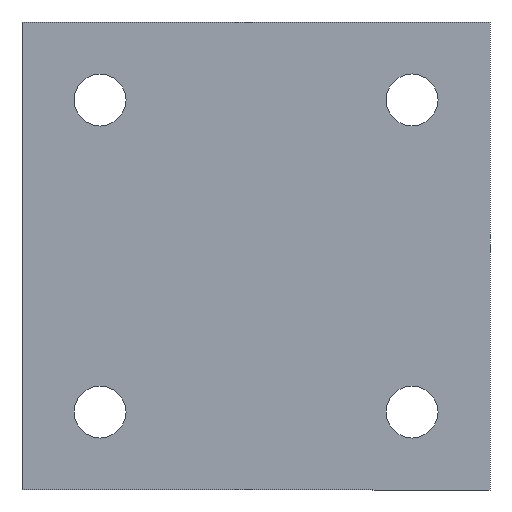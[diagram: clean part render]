
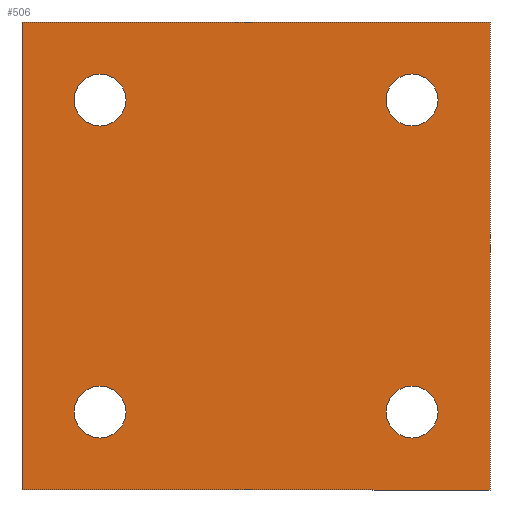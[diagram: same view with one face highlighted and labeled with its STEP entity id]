
A CAD part, front view. The second image highlights one B-rep face of the part: STEP entity #506.
In plain terms, the highlighted planar face has unit normal (0, -1, 0).
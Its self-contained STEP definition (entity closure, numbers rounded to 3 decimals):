
#9 = FACE_BOUND ( 'NONE', #611, .T. ) ;
#16 = EDGE_CURVE ( 'NONE', #224, #347, #731, .T. ) ;
#20 = DIRECTION ( 'NONE',  ( 0., -1., 0. ) ) ;
#23 = CARTESIAN_POINT ( 'NONE',  ( 0., 0., 0. ) ) ;
#35 = EDGE_LOOP ( 'NONE', ( #534, #38 ) ) ;
#37 = DIRECTION ( 'NONE',  ( 0., 0., -1. ) ) ;
#38 = ORIENTED_EDGE ( 'NONE', *, *, #585, .F. ) ;
#42 = DIRECTION ( 'NONE',  ( 0., -1., 0. ) ) ;
#45 = CARTESIAN_POINT ( 'NONE',  ( 30., 0., 30. ) ) ;
#50 = ORIENTED_EDGE ( 'NONE', *, *, #866, .F. ) ;
#63 = EDGE_CURVE ( 'NONE', #347, #224, #218, .T. ) ;
#70 = AXIS2_PLACEMENT_3D ( 'NONE', #542, #220, #818 ) ;
#75 = CARTESIAN_POINT ( 'NONE',  ( 30., 0., 25. ) ) ;
#83 = CARTESIAN_POINT ( 'NONE',  ( -30., 0., -30. ) ) ;
#86 = CIRCLE ( 'NONE', #70, 5. ) ;
#89 = VERTEX_POINT ( 'NONE', #331 ) ;
#140 = EDGE_CURVE ( 'NONE', #821, #185, #351, .T. ) ;
#157 = DIRECTION ( 'NONE',  ( 0., 0., -1. ) ) ;
#166 = LINE ( 'NONE', #315, #407 ) ;
#180 = DIRECTION ( 'NONE',  ( 0., -1., 0. ) ) ;
#185 = VERTEX_POINT ( 'NONE', #883 ) ;
#193 = ORIENTED_EDGE ( 'NONE', *, *, #284, .F. ) ;
#195 = CARTESIAN_POINT ( 'NONE',  ( 45., 0., 45. ) ) ;
#198 = AXIS2_PLACEMENT_3D ( 'NONE', #23, #854, #244 ) ;
#199 = DIRECTION ( 'NONE',  ( -1., 0., 0. ) ) ;
#203 = CARTESIAN_POINT ( 'NONE',  ( -45., 0., 45. ) ) ;
#204 = FACE_BOUND ( 'NONE', #714, .T. ) ;
#211 = AXIS2_PLACEMENT_3D ( 'NONE', #759, #20, #157 ) ;
#214 = CARTESIAN_POINT ( 'NONE',  ( -30., 0., -30. ) ) ;
#218 = CIRCLE ( 'NONE', #665, 5. ) ;
#220 = DIRECTION ( 'NONE',  ( 0., -1., 0. ) ) ;
#224 = VERTEX_POINT ( 'NONE', #541 ) ;
#236 = EDGE_CURVE ( 'NONE', #776, #482, #540, .T. ) ;
#244 = DIRECTION ( 'NONE',  ( 0., 0., 1. ) ) ;
#252 = EDGE_CURVE ( 'NONE', #482, #89, #588, .T. ) ;
#256 = VECTOR ( 'NONE', #410, 1000. ) ;
#258 = DIRECTION ( 'NONE',  ( 0., 0., -1. ) ) ;
#271 = DIRECTION ( 'NONE',  ( 0., 0., -1. ) ) ;
#274 = ORIENTED_EDGE ( 'NONE', *, *, #236, .F. ) ;
#284 = EDGE_CURVE ( 'NONE', #290, #776, #606, .T. ) ;
#287 = EDGE_LOOP ( 'NONE', ( #50, #416 ) ) ;
#289 = EDGE_CURVE ( 'NONE', #642, #504, #86, .T. ) ;
#290 = VERTEX_POINT ( 'NONE', #203 ) ;
#296 = CARTESIAN_POINT ( 'NONE',  ( -30., 0., -25. ) ) ;
#302 = ORIENTED_EDGE ( 'NONE', *, *, #252, .F. ) ;
#307 = DIRECTION ( 'NONE',  ( 0., -1., 0. ) ) ;
#314 = VERTEX_POINT ( 'NONE', #296 ) ;
#315 = CARTESIAN_POINT ( 'NONE',  ( -45., 0., 45. ) ) ;
#331 = CARTESIAN_POINT ( 'NONE',  ( -45., 0., -45. ) ) ;
#340 = CIRCLE ( 'NONE', #717, 5. ) ;
#341 = AXIS2_PLACEMENT_3D ( 'NONE', #464, #398, #864 ) ;
#347 = VERTEX_POINT ( 'NONE', #75 ) ;
#349 = EDGE_CURVE ( 'NONE', #504, #642, #781, .T. ) ;
#351 = CIRCLE ( 'NONE', #810, 5. ) ;
#361 = DIRECTION ( 'NONE',  ( 0., -1., 0. ) ) ;
#379 = ORIENTED_EDGE ( 'NONE', *, *, #349, .F. ) ;
#398 = DIRECTION ( 'NONE',  ( 0., -1., 0. ) ) ;
#407 = VECTOR ( 'NONE', #590, 1000. ) ;
#410 = DIRECTION ( 'NONE',  ( 1., 0., 0. ) ) ;
#416 = ORIENTED_EDGE ( 'NONE', *, *, #831, .F. ) ;
#422 = FACE_BOUND ( 'NONE', #35, .T. ) ;
#437 = CARTESIAN_POINT ( 'NONE',  ( 30., 0., -35. ) ) ;
#442 = CARTESIAN_POINT ( 'NONE',  ( 30., 0., 30. ) ) ;
#464 = CARTESIAN_POINT ( 'NONE',  ( 30., 0., -30. ) ) ;
#474 = CARTESIAN_POINT ( 'NONE',  ( 45., 0., 45. ) ) ;
#475 = CIRCLE ( 'NONE', #519, 5. ) ;
#482 = VERTEX_POINT ( 'NONE', #572 ) ;
#501 = DIRECTION ( 'NONE',  ( 0., 0., -1. ) ) ;
#504 = VERTEX_POINT ( 'NONE', #715 ) ;
#506 = ADVANCED_FACE ( 'NONE', ( #677, #422, #9, #204, #666 ), #845, .F. ) ;
#519 = AXIS2_PLACEMENT_3D ( 'NONE', #83, #761, #501 ) ;
#520 = CARTESIAN_POINT ( 'NONE',  ( -30., 0., 25. ) ) ;
#534 = ORIENTED_EDGE ( 'NONE', *, *, #140, .F. ) ;
#540 = LINE ( 'NONE', #195, #598 ) ;
#541 = CARTESIAN_POINT ( 'NONE',  ( 30., 0., 35. ) ) ;
#542 = CARTESIAN_POINT ( 'NONE',  ( -30., 0., 30. ) ) ;
#544 = ORIENTED_EDGE ( 'NONE', *, *, #63, .F. ) ;
#568 = AXIS2_PLACEMENT_3D ( 'NONE', #442, #307, #37 ) ;
#572 = CARTESIAN_POINT ( 'NONE',  ( 45., 0., -45. ) ) ;
#585 = EDGE_CURVE ( 'NONE', #185, #821, #692, .T. ) ;
#587 = CARTESIAN_POINT ( 'NONE',  ( 30., 0., -30. ) ) ;
#588 = LINE ( 'NONE', #673, #667 ) ;
#590 = DIRECTION ( 'NONE',  ( 0., 0., 1. ) ) ;
#598 = VECTOR ( 'NONE', #271, 1000. ) ;
#606 = LINE ( 'NONE', #695, #256 ) ;
#608 = ORIENTED_EDGE ( 'NONE', *, *, #289, .F. ) ;
#610 = ORIENTED_EDGE ( 'NONE', *, *, #16, .F. ) ;
#611 = EDGE_LOOP ( 'NONE', ( #544, #610 ) ) ;
#620 = DIRECTION ( 'NONE',  ( 0., 0., -1. ) ) ;
#634 = EDGE_CURVE ( 'NONE', #89, #290, #166, .T. ) ;
#642 = VERTEX_POINT ( 'NONE', #520 ) ;
#646 = DIRECTION ( 'NONE',  ( 0., 0., -1. ) ) ;
#665 = AXIS2_PLACEMENT_3D ( 'NONE', #45, #42, #646 ) ;
#666 = FACE_OUTER_BOUND ( 'NONE', #725, .T. ) ;
#667 = VECTOR ( 'NONE', #199, 1000. ) ;
#673 = CARTESIAN_POINT ( 'NONE',  ( 45., 0., -45. ) ) ;
#677 = FACE_BOUND ( 'NONE', #287, .T. ) ;
#692 = CIRCLE ( 'NONE', #341, 5. ) ;
#695 = CARTESIAN_POINT ( 'NONE',  ( 45., 0., 45. ) ) ;
#714 = EDGE_LOOP ( 'NONE', ( #608, #379 ) ) ;
#715 = CARTESIAN_POINT ( 'NONE',  ( -30., 0., 35. ) ) ;
#717 = AXIS2_PLACEMENT_3D ( 'NONE', #214, #361, #620 ) ;
#725 = EDGE_LOOP ( 'NONE', ( #887, #302, #274, #193 ) ) ;
#731 = CIRCLE ( 'NONE', #568, 5. ) ;
#733 = CARTESIAN_POINT ( 'NONE',  ( -30., 0., -35. ) ) ;
#759 = CARTESIAN_POINT ( 'NONE',  ( -30., 0., 30. ) ) ;
#761 = DIRECTION ( 'NONE',  ( 0., -1., 0. ) ) ;
#772 = VERTEX_POINT ( 'NONE', #733 ) ;
#776 = VERTEX_POINT ( 'NONE', #474 ) ;
#781 = CIRCLE ( 'NONE', #211, 5. ) ;
#810 = AXIS2_PLACEMENT_3D ( 'NONE', #587, #180, #258 ) ;
#818 = DIRECTION ( 'NONE',  ( 0., 0., -1. ) ) ;
#821 = VERTEX_POINT ( 'NONE', #437 ) ;
#831 = EDGE_CURVE ( 'NONE', #314, #772, #340, .T. ) ;
#845 = PLANE ( 'NONE',  #198 ) ;
#854 = DIRECTION ( 'NONE',  ( 0., 1., 0. ) ) ;
#864 = DIRECTION ( 'NONE',  ( 0., 0., -1. ) ) ;
#866 = EDGE_CURVE ( 'NONE', #772, #314, #475, .T. ) ;
#883 = CARTESIAN_POINT ( 'NONE',  ( 30., 0., -25. ) ) ;
#887 = ORIENTED_EDGE ( 'NONE', *, *, #634, .F. ) ;
